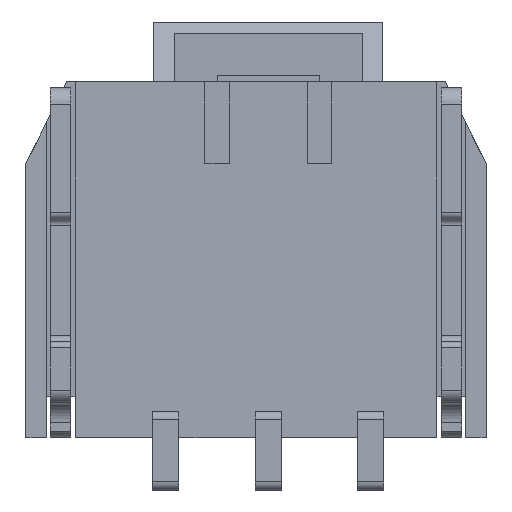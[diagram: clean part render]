
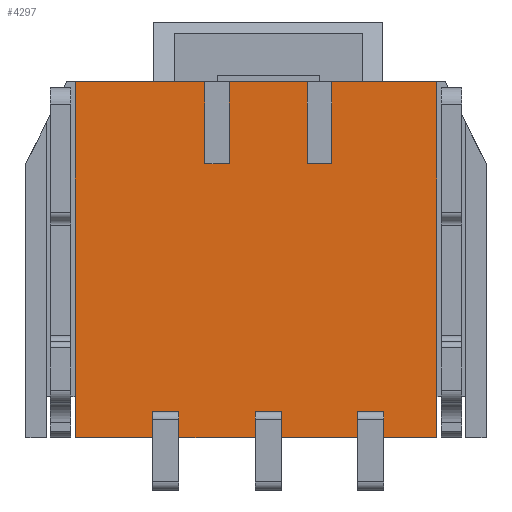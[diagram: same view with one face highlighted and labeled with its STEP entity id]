
A CAD part, front view. The second image highlights one B-rep face of the part: STEP entity #4297.
In plain terms, the highlighted planar face has unit normal (0, -1, 0).
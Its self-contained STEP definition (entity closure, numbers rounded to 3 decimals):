
#308=FACE_OUTER_BOUND('',#533,.T.);
#533=EDGE_LOOP('',(#2873,#2874,#2875,#2876,#2877,#2878,#2879,#2880,#2881,
#2882,#2883,#2884,#2885,#2886,#2887,#2888,#2889,#2890,#2891,#2892,#2893,
#2894,#2895,#2896));
#771=LINE('',#6053,#1303);
#772=LINE('',#6055,#1304);
#773=LINE('',#6057,#1305);
#774=LINE('',#6059,#1306);
#775=LINE('',#6061,#1307);
#776=LINE('',#6063,#1308);
#777=LINE('',#6065,#1309);
#778=LINE('',#6067,#1310);
#779=LINE('',#6069,#1311);
#780=LINE('',#6071,#1312);
#781=LINE('',#6073,#1313);
#782=LINE('',#6075,#1314);
#783=LINE('',#6077,#1315);
#784=LINE('',#6079,#1316);
#785=LINE('',#6081,#1317);
#786=LINE('',#6083,#1318);
#787=LINE('',#6085,#1319);
#788=LINE('',#6087,#1320);
#789=LINE('',#6089,#1321);
#790=LINE('',#6091,#1322);
#791=LINE('',#6093,#1323);
#792=LINE('',#6095,#1324);
#793=LINE('',#6097,#1325);
#794=LINE('',#6098,#1326);
#1303=VECTOR('',#4871,0.6);
#1304=VECTOR('',#4872,2.);
#1305=VECTOR('',#4873,3.17);
#1306=VECTOR('',#4874,8.69);
#1307=VECTOR('',#4875,1.903);
#1308=VECTOR('',#4876,0.638);
#1309=VECTOR('',#4877,0.635);
#1310=VECTOR('',#4878,0.638);
#1311=VECTOR('',#4879,1.865);
#1312=VECTOR('',#4880,0.638);
#1313=VECTOR('',#4881,0.635);
#1314=VECTOR('',#4882,0.638);
#1315=VECTOR('',#4883,1.865);
#1316=VECTOR('',#4884,0.638);
#1317=VECTOR('',#4885,0.635);
#1318=VECTOR('',#4886,0.638);
#1319=VECTOR('',#4887,1.303);
#1320=VECTOR('',#4888,8.69);
#1321=VECTOR('',#4889,2.57);
#1322=VECTOR('',#4890,2.);
#1323=VECTOR('',#4891,0.6);
#1324=VECTOR('',#4892,2.);
#1325=VECTOR('',#4893,1.9);
#1326=VECTOR('',#4894,2.);
#1835=VERTEX_POINT('',#6051);
#1836=VERTEX_POINT('',#6052);
#1837=VERTEX_POINT('',#6054);
#1838=VERTEX_POINT('',#6056);
#1839=VERTEX_POINT('',#6058);
#1840=VERTEX_POINT('',#6060);
#1841=VERTEX_POINT('',#6062);
#1842=VERTEX_POINT('',#6064);
#1843=VERTEX_POINT('',#6066);
#1844=VERTEX_POINT('',#6068);
#1845=VERTEX_POINT('',#6070);
#1846=VERTEX_POINT('',#6072);
#1847=VERTEX_POINT('',#6074);
#1848=VERTEX_POINT('',#6076);
#1849=VERTEX_POINT('',#6078);
#1850=VERTEX_POINT('',#6080);
#1851=VERTEX_POINT('',#6082);
#1852=VERTEX_POINT('',#6084);
#1853=VERTEX_POINT('',#6086);
#1854=VERTEX_POINT('',#6088);
#1855=VERTEX_POINT('',#6090);
#1856=VERTEX_POINT('',#6092);
#1857=VERTEX_POINT('',#6094);
#1858=VERTEX_POINT('',#6096);
#2245=EDGE_CURVE('',#1835,#1836,#771,.T.);
#2246=EDGE_CURVE('',#1837,#1835,#772,.T.);
#2247=EDGE_CURVE('',#1838,#1837,#773,.T.);
#2248=EDGE_CURVE('',#1838,#1839,#774,.T.);
#2249=EDGE_CURVE('',#1840,#1839,#775,.T.);
#2250=EDGE_CURVE('',#1840,#1841,#776,.T.);
#2251=EDGE_CURVE('',#1842,#1841,#777,.T.);
#2252=EDGE_CURVE('',#1843,#1842,#778,.T.);
#2253=EDGE_CURVE('',#1844,#1843,#779,.T.);
#2254=EDGE_CURVE('',#1844,#1845,#780,.T.);
#2255=EDGE_CURVE('',#1846,#1845,#781,.T.);
#2256=EDGE_CURVE('',#1847,#1846,#782,.T.);
#2257=EDGE_CURVE('',#1848,#1847,#783,.T.);
#2258=EDGE_CURVE('',#1848,#1849,#784,.T.);
#2259=EDGE_CURVE('',#1850,#1849,#785,.T.);
#2260=EDGE_CURVE('',#1851,#1850,#786,.T.);
#2261=EDGE_CURVE('',#1852,#1851,#787,.T.);
#2262=EDGE_CURVE('',#1853,#1852,#788,.T.);
#2263=EDGE_CURVE('',#1854,#1853,#789,.T.);
#2264=EDGE_CURVE('',#1854,#1855,#790,.T.);
#2265=EDGE_CURVE('',#1856,#1855,#791,.T.);
#2266=EDGE_CURVE('',#1857,#1856,#792,.T.);
#2267=EDGE_CURVE('',#1858,#1857,#793,.T.);
#2268=EDGE_CURVE('',#1858,#1836,#794,.T.);
#2873=ORIENTED_EDGE('',*,*,#2245,.F.);
#2874=ORIENTED_EDGE('',*,*,#2246,.F.);
#2875=ORIENTED_EDGE('',*,*,#2247,.F.);
#2876=ORIENTED_EDGE('',*,*,#2248,.T.);
#2877=ORIENTED_EDGE('',*,*,#2249,.F.);
#2878=ORIENTED_EDGE('',*,*,#2250,.T.);
#2879=ORIENTED_EDGE('',*,*,#2251,.F.);
#2880=ORIENTED_EDGE('',*,*,#2252,.F.);
#2881=ORIENTED_EDGE('',*,*,#2253,.F.);
#2882=ORIENTED_EDGE('',*,*,#2254,.T.);
#2883=ORIENTED_EDGE('',*,*,#2255,.F.);
#2884=ORIENTED_EDGE('',*,*,#2256,.F.);
#2885=ORIENTED_EDGE('',*,*,#2257,.F.);
#2886=ORIENTED_EDGE('',*,*,#2258,.T.);
#2887=ORIENTED_EDGE('',*,*,#2259,.F.);
#2888=ORIENTED_EDGE('',*,*,#2260,.F.);
#2889=ORIENTED_EDGE('',*,*,#2261,.F.);
#2890=ORIENTED_EDGE('',*,*,#2262,.F.);
#2891=ORIENTED_EDGE('',*,*,#2263,.F.);
#2892=ORIENTED_EDGE('',*,*,#2264,.T.);
#2893=ORIENTED_EDGE('',*,*,#2265,.F.);
#2894=ORIENTED_EDGE('',*,*,#2266,.F.);
#2895=ORIENTED_EDGE('',*,*,#2267,.F.);
#2896=ORIENTED_EDGE('',*,*,#2268,.T.);
#4123=PLANE('',#4536);
#4297=ADVANCED_FACE('',(#308),#4123,.F.);
#4536=AXIS2_PLACEMENT_3D('',#6050,#4869,#4870);
#4869=DIRECTION('center_axis',(0.,1.,0.));
#4870=DIRECTION('ref_axis',(1.,0.,0.));
#4871=DIRECTION('',(1.,0.,0.));
#4872=DIRECTION('',(0.,0.,-1.));
#4873=DIRECTION('',(1.,0.,0.));
#4874=DIRECTION('',(0.,0.,-1.));
#4875=DIRECTION('',(-1.,0.,0.));
#4876=DIRECTION('',(0.,0.,1.));
#4877=DIRECTION('',(-1.,0.,0.));
#4878=DIRECTION('',(0.,0.,1.));
#4879=DIRECTION('',(-1.,0.,0.));
#4880=DIRECTION('',(0.,0.,1.));
#4881=DIRECTION('',(-1.,0.,0.));
#4882=DIRECTION('',(0.,0.,1.));
#4883=DIRECTION('',(-1.,0.,0.));
#4884=DIRECTION('',(0.,0.,1.));
#4885=DIRECTION('',(-1.,0.,0.));
#4886=DIRECTION('',(0.,0.,1.));
#4887=DIRECTION('',(-1.,0.,0.));
#4888=DIRECTION('',(0.,0.,-1.));
#4889=DIRECTION('',(1.,0.,0.));
#4890=DIRECTION('',(0.,0.,-1.));
#4891=DIRECTION('',(1.,0.,0.));
#4892=DIRECTION('',(0.,0.,-1.));
#4893=DIRECTION('',(1.,0.,0.));
#4894=DIRECTION('',(0.,0.,-1.));
#6050=CARTESIAN_POINT('Origin',(0.,-1.74,0.));
#6051=CARTESIAN_POINT('',(-1.25,-1.74,2.345));
#6052=CARTESIAN_POINT('',(-0.65,-1.74,2.345));
#6053=CARTESIAN_POINT('',(-1.25,-1.74,2.345));
#6054=CARTESIAN_POINT('',(-1.25,-1.74,4.345));
#6055=CARTESIAN_POINT('',(-1.25,-1.74,4.345));
#6056=CARTESIAN_POINT('',(-4.42,-1.74,4.345));
#6057=CARTESIAN_POINT('',(-4.42,-1.74,4.345));
#6058=CARTESIAN_POINT('',(-4.42,-1.74,-4.345));
#6059=CARTESIAN_POINT('',(-4.42,-1.74,4.345));
#6060=CARTESIAN_POINT('',(-2.518,-1.74,-4.345));
#6061=CARTESIAN_POINT('',(-2.518,-1.74,-4.345));
#6062=CARTESIAN_POINT('',(-2.518,-1.74,-3.707));
#6063=CARTESIAN_POINT('',(-2.518,-1.74,-4.345));
#6064=CARTESIAN_POINT('',(-1.883,-1.74,-3.707));
#6065=CARTESIAN_POINT('',(-1.883,-1.74,-3.707));
#6066=CARTESIAN_POINT('',(-1.883,-1.74,-4.345));
#6067=CARTESIAN_POINT('',(-1.883,-1.74,-4.345));
#6068=CARTESIAN_POINT('',(-0.018,-1.74,-4.345));
#6069=CARTESIAN_POINT('',(-0.018,-1.74,-4.345));
#6070=CARTESIAN_POINT('',(-0.018,-1.74,-3.707));
#6071=CARTESIAN_POINT('',(-0.018,-1.74,-4.345));
#6072=CARTESIAN_POINT('',(0.618,-1.74,-3.707));
#6073=CARTESIAN_POINT('',(0.618,-1.74,-3.707));
#6074=CARTESIAN_POINT('',(0.618,-1.74,-4.345));
#6075=CARTESIAN_POINT('',(0.618,-1.74,-4.345));
#6076=CARTESIAN_POINT('',(2.483,-1.74,-4.345));
#6077=CARTESIAN_POINT('',(2.483,-1.74,-4.345));
#6078=CARTESIAN_POINT('',(2.483,-1.74,-3.707));
#6079=CARTESIAN_POINT('',(2.483,-1.74,-4.345));
#6080=CARTESIAN_POINT('',(3.118,-1.74,-3.707));
#6081=CARTESIAN_POINT('',(3.118,-1.74,-3.707));
#6082=CARTESIAN_POINT('',(3.118,-1.74,-4.345));
#6083=CARTESIAN_POINT('',(3.118,-1.74,-4.345));
#6084=CARTESIAN_POINT('',(4.42,-1.74,-4.345));
#6085=CARTESIAN_POINT('',(4.42,-1.74,-4.345));
#6086=CARTESIAN_POINT('',(4.42,-1.74,4.345));
#6087=CARTESIAN_POINT('',(4.42,-1.74,4.345));
#6088=CARTESIAN_POINT('',(1.85,-1.74,4.345));
#6089=CARTESIAN_POINT('',(1.85,-1.74,4.345));
#6090=CARTESIAN_POINT('',(1.85,-1.74,2.345));
#6091=CARTESIAN_POINT('',(1.85,-1.74,4.345));
#6092=CARTESIAN_POINT('',(1.25,-1.74,2.345));
#6093=CARTESIAN_POINT('',(1.25,-1.74,2.345));
#6094=CARTESIAN_POINT('',(1.25,-1.74,4.345));
#6095=CARTESIAN_POINT('',(1.25,-1.74,4.345));
#6096=CARTESIAN_POINT('',(-0.65,-1.74,4.345));
#6097=CARTESIAN_POINT('',(-0.65,-1.74,4.345));
#6098=CARTESIAN_POINT('',(-0.65,-1.74,4.345));
